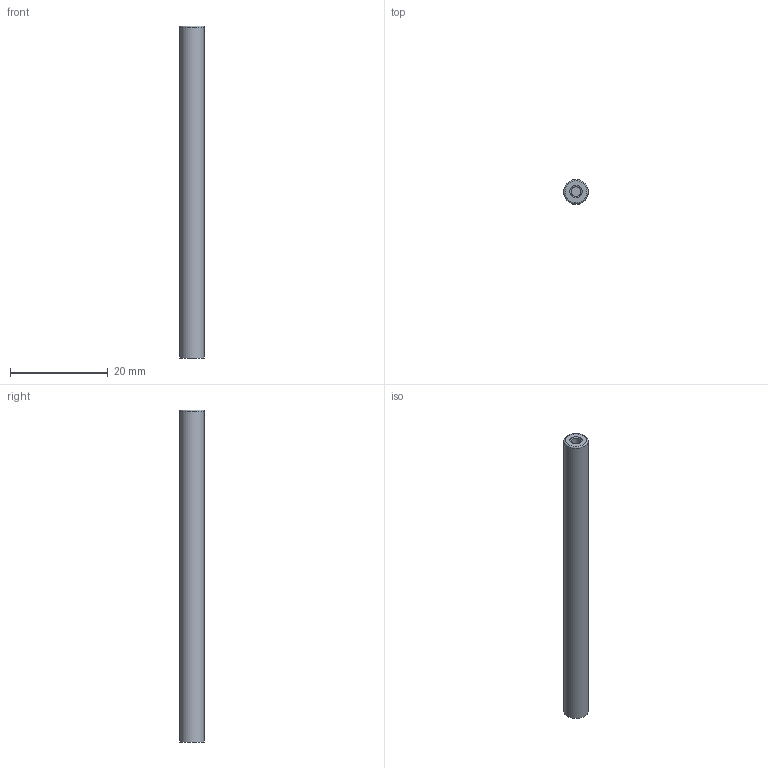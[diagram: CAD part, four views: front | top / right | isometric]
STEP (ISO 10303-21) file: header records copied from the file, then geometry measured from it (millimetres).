
FILE_DESCRIPTION(('HOOPS Exchange Step'),'2;1');
FILE_NAME('Eje.step','2019-02-19T19:14:06+00:00',('SYSTEM'),('Unknown organisation'),'HOOPS Exchange 10.0','HOOPS Exchange','Unknown authorisation');
FILE_SCHEMA( ('AP203_CONFIGURATION_CONTROLLED_3D_DESIGN_OF_MECHANICAL_PARTS_AND_ASSEMBLIES_MIM_LF') );
Length unit declared in the file: millimetre
Products named in the file (2): Predeterminado; Eje
Assembly tree (1 placements, depth 2):
  Eje
    Predeterminado
Bounding box: 5 x 5 x 68 mm (x, y, z)
Volume: 1303.5 mm3; surface area: 1167.9 mm2
Topology: 1 solids, 1 shells, 7 faces, 12 edges, 8 vertices
Faces by surface type: plane 3, cylinder 2, torus 2
Full cylindrical faces by diameter (mm): 2 x1, 5 x1
Entity records: 223 total; most frequent: DIRECTION 42, CARTESIAN_POINT 30, ORIENTED_EDGE 24, AXIS2_PLACEMENT_3D 20, EDGE_CURVE 12, CIRCLE 10, VERTEX_POINT 8, EDGE_LOOP 8
